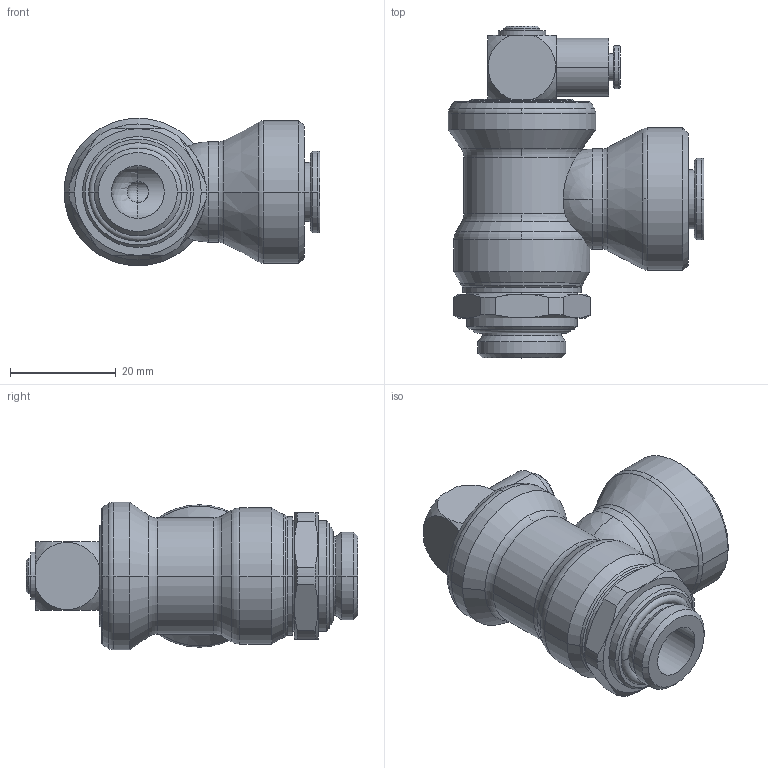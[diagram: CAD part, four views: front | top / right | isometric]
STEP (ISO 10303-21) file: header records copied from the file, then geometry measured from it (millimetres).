
FILE_DESCRIPTION(('STEP AP214'),'1');
FILE_NAME('7880_10_17.stp','2016-07-07T14:58:03',('TraceParts'),('TraceParts S.A.'),'Spatial InterOp 3D',' ',' ');
FILE_SCHEMA(('automotive_design'));
Length unit declared in the file: millimetre
Products named in the file (1): 1
Bounding box: 48.5 x 62.9 x 28 mm (x, y, z)
Volume: 28507.1 mm3; surface area: 10577.4 mm2
Topology: 1 solids, 1 shells, 165 faces, 413 edges, 255 vertices
Faces by surface type: cone 50, cylinder 50, plane 27, torus 26, sphere 12
Entity records: 5248 total; most frequent: CARTESIAN_POINT 1192, DIRECTION 964, ORIENTED_EDGE 810, AXIS2_PLACEMENT_3D 432, EDGE_CURVE 405, CIRCLE 262, VERTEX_POINT 255, EDGE_LOOP 180
